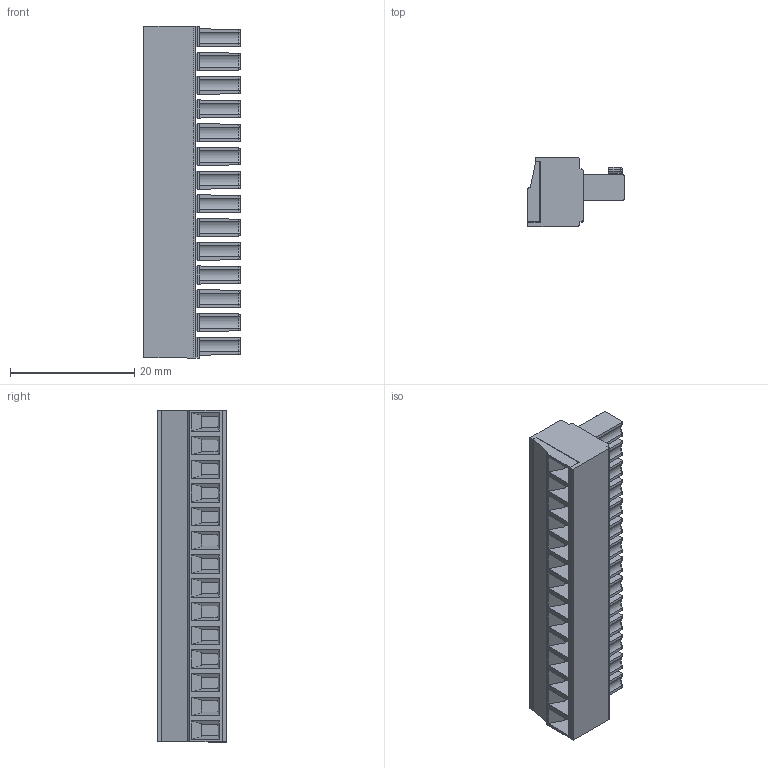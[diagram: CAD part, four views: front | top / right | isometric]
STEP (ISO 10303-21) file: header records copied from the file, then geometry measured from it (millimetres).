
FILE_DESCRIPTION(('STEP AP214'),'1');
FILE_NAME('SH14-3,81.stp','2018-11-19T09:27:14',(' '),(' '),'Spatial InterOp 3D',' ',' ');
FILE_SCHEMA(('AUTOMOTIVE_DESIGN { 1 0 10303 214 1 1 1 1 }'));
Length unit declared in the file: metre
Products named in the file (1): 1
Bounding box: 15.5 x 11.1 x 53.34 mm (x, y, z)
Volume: 4979.2 mm3; surface area: 5618.2 mm2
Topology: 1 solids, 1 shells, 1074 faces, 2838 edges, 1806 vertices
Faces by surface type: plane 720, cylinder 242, torus 42, cone 42, sphere 28
Full cylindrical faces by diameter (mm): 1.2 x14, 2.8 x14, 3 x14
Entity records: 40933 total; most frequent: CARTESIAN_POINT 6305, ORIENTED_EDGE 5364, DIRECTION 5284, EDGE_CURVE 2682, LINE 1998, VECTOR 1998, VERTEX_POINT 1762, AXIS2_PLACEMENT_3D 1643
